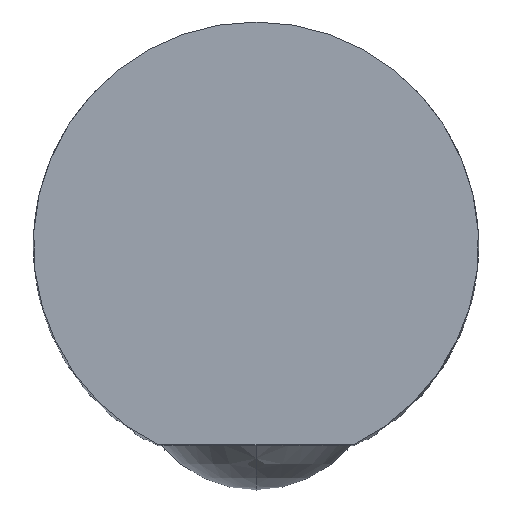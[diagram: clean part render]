
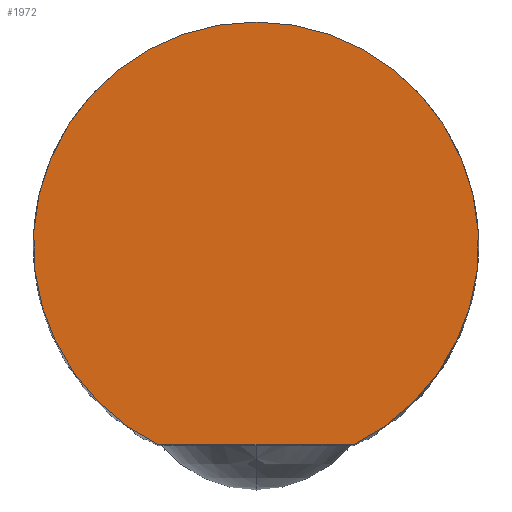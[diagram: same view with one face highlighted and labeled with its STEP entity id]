
A CAD part, top view. The second image highlights one B-rep face of the part: STEP entity #1972.
In plain terms, the highlighted planar face has unit normal (0, 0, 1).
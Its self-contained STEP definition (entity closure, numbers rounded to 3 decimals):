
#956=EDGE_CURVE('',#1748,#2198,#2524,.T.);
#1352=EDGE_CURVE('',#2198,#2056,#2950,.T.);
#1748=VERTEX_POINT('',#3384);
#1972=ADVANCED_FACE('',(#3629),#3630,.T.);
#2056=VERTEX_POINT('',#3722);
#2198=VERTEX_POINT('',#3875);
#2248=EDGE_CURVE('',#2056,#1748,#3928,.T.);
#2524=CIRCLE('',#4355,5.0);
#2950=LINE('',#5071,#5072);
#3384=CARTESIAN_POINT('',(0.,5.0,30.0));
#3629=FACE_OUTER_BOUND('',#6319,.T.);
#3630=PLANE('',#6320);
#3722=CARTESIAN_POINT('',(2.179,-4.5,30.0));
#3875=CARTESIAN_POINT('',(-2.179,-4.5,30.0));
#3928=CIRCLE('',#6871,5.0);
#4355=AXIS2_PLACEMENT_3D('',#7286,#7287,#7288);
#5071=CARTESIAN_POINT('',(1.09,-4.5,30.0));
#5072=VECTOR('',#7693,1.0);
#6319=EDGE_LOOP('',(#8419,#8420,#8421));
#6320=AXIS2_PLACEMENT_3D('',#8422,#8423,#8424);
#6871=AXIS2_PLACEMENT_3D('',#8693,#8694,#8695);
#7286=CARTESIAN_POINT('',(0.,0.,30.0));
#7287=DIRECTION('',(0.,0.,1.0));
#7288=DIRECTION('',(0.,1.0,0.));
#7693=DIRECTION('',(1.0,0.0,0.));
#8419=ORIENTED_EDGE('',*,*,#1352,.T.);
#8420=ORIENTED_EDGE('',*,*,#2248,.T.);
#8421=ORIENTED_EDGE('',*,*,#956,.T.);
#8422=CARTESIAN_POINT('',(0.,2.5,30.0));
#8423=DIRECTION('',(0.,0.,1.0));
#8424=DIRECTION('',(0.,1.0,0.0));
#8693=CARTESIAN_POINT('',(0.,0.,30.0));
#8694=DIRECTION('',(0.,0.,1.0));
#8695=DIRECTION('',(0.,1.0,0.));
